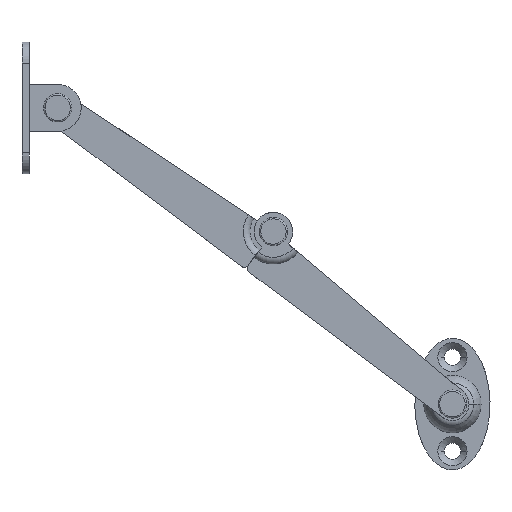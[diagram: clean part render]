
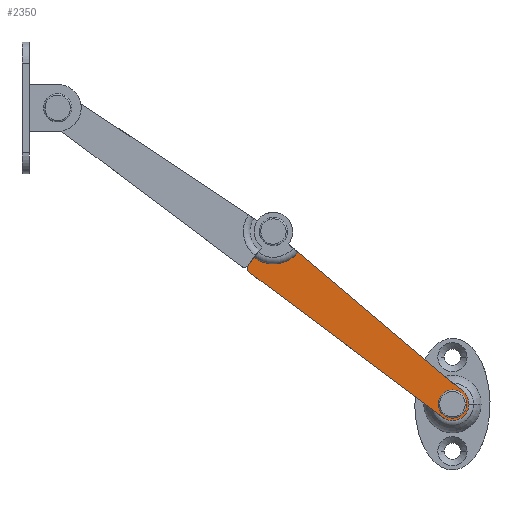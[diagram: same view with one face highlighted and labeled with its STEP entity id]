
A CAD part, top view. The second image highlights one B-rep face of the part: STEP entity #2350.
In plain terms, the highlighted face is planar.
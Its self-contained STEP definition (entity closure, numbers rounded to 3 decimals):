
#534 = DIRECTION ( 'NONE',  ( -0.998, 0., -0.057 ) ) ;
#535 = VECTOR ( 'NONE', #534, 1000. ) ;
#536 = CARTESIAN_POINT ( 'NONE',  ( 6.869, 1.5, 0.392 ) ) ;
#537 = LINE ( 'NONE', #536, #535 ) ;
#548 = DIRECTION ( 'NONE',  ( 0., 0., 1. ) ) ;
#549 = DIRECTION ( 'NONE',  ( 0., 1., 0. ) ) ;
#550 = CARTESIAN_POINT ( 'NONE',  ( 6.891, 1.5, 0. ) ) ;
#551 = AXIS2_PLACEMENT_3D ( 'NONE', #550, #549, #548 ) ;
#552 = PLANE ( 'NONE',  #551 ) ;
#553 = FACE_OUTER_BOUND ( 'NONE', #2427, .T. ) ;
#558 = FACE_BOUND ( 'NONE', #2351, .T. ) ;
#613 = CARTESIAN_POINT ( 'NONE',  ( -52.5, 1.5, -10. ) ) ;
#639 = CARTESIAN_POINT ( 'NONE',  ( -52.5, 1.5, -6.5 ) ) ;
#645 = CARTESIAN_POINT ( 'NONE',  ( 0., 1.5, -6.891 ) ) ;
#652 = DIRECTION ( 'NONE',  ( 0., 0., -1. ) ) ;
#653 = DIRECTION ( 'NONE',  ( 0., -1., 0. ) ) ;
#654 = CARTESIAN_POINT ( 'NONE',  ( 0., 1.5, 0. ) ) ;
#655 = AXIS2_PLACEMENT_3D ( 'NONE', #654, #653, #652 ) ;
#656 = CIRCLE ( 'NONE', #655, 6.891 ) ;
#662 = CARTESIAN_POINT ( 'NONE',  ( -52.699, 1.5, -3.006 ) ) ;
#663 = DIRECTION ( 'NONE',  ( 0., 0., 1. ) ) ;
#664 = DIRECTION ( 'NONE',  ( 0., -1., 0. ) ) ;
#665 = CARTESIAN_POINT ( 'NONE',  ( -52.5, 1.5, -6.5 ) ) ;
#666 = AXIS2_PLACEMENT_3D ( 'NONE', #665, #664, #663 ) ;
#667 = CIRCLE ( 'NONE', #666, 3.5 ) ;
#669 = CARTESIAN_POINT ( 'NONE',  ( -6.88, 1.5, -0.392 ) ) ;
#675 = CARTESIAN_POINT ( 'NONE',  ( -1., 1.5, -10. ) ) ;
#676 = CARTESIAN_POINT ( 'NONE',  ( 0., 1.5, -9. ) ) ;
#677 = DIRECTION ( 'NONE',  ( 0., 0., 1. ) ) ;
#678 = VECTOR ( 'NONE', #677, 1000. ) ;
#679 = CARTESIAN_POINT ( 'NONE',  ( 0., 1.5, 0. ) ) ;
#680 = LINE ( 'NONE', #679, #678 ) ;
#681 = DIRECTION ( 'NONE',  ( 1., 0., 0. ) ) ;
#682 = VECTOR ( 'NONE', #681, 1000. ) ;
#683 = CARTESIAN_POINT ( 'NONE',  ( 6.891, 1.5, -10. ) ) ;
#684 = LINE ( 'NONE', #683, #682 ) ;
#685 = DIRECTION ( 'NONE',  ( 0., 0., 1. ) ) ;
#686 = DIRECTION ( 'NONE',  ( 0., -1., 0. ) ) ;
#687 = CARTESIAN_POINT ( 'NONE',  ( -1., 1.5, -9. ) ) ;
#688 = AXIS2_PLACEMENT_3D ( 'NONE', #687, #686, #685 ) ;
#689 = CIRCLE ( 'NONE', #688, 1. ) ;
#690 = DIRECTION ( 'NONE',  ( 0., 0., 1. ) ) ;
#691 = DIRECTION ( 'NONE',  ( 0., 1., 0. ) ) ;
#692 = AXIS2_PLACEMENT_3D ( 'NONE', #639, #691, #690 ) ;
#693 = CIRCLE ( 'NONE', #692, 1.55 ) ;
#1014 = CARTESIAN_POINT ( 'NONE',  ( -52.5, 1.5, -8.05 ) ) ;
#1015 = CARTESIAN_POINT ( 'NONE',  ( -52.5, 1.5, -4.95 ) ) ;
#1053 = DIRECTION ( 'NONE',  ( 0., 0., 1. ) ) ;
#1054 = DIRECTION ( 'NONE',  ( 0., 1., 0. ) ) ;
#1055 = AXIS2_PLACEMENT_3D ( 'NONE', #1060, #1054, #1053 ) ;
#1056 = CIRCLE ( 'NONE', #1055, 1.55 ) ;
#1060 = CARTESIAN_POINT ( 'NONE',  ( -52.5, 1.5, -6.5 ) ) ;
#2350 = ADVANCED_FACE ( 'NONE', ( #558, #553 ), #552, .T. ) ;
#2351 = EDGE_LOOP ( 'NONE', ( #2413, #2415 ) ) ;
#2356 = EDGE_CURVE ( 'NONE', #2429, #2399, #537, .T. ) ;
#2370 = ORIENTED_EDGE ( 'NONE', *, *, #2356, .F. ) ;
#2381 = ORIENTED_EDGE ( 'NONE', *, *, #2402, .T. ) ;
#2396 = VERTEX_POINT ( 'NONE', #613 ) ;
#2397 = ORIENTED_EDGE ( 'NONE', *, *, #2398, .F. ) ;
#2398 = EDGE_CURVE ( 'NONE', #2399, #2396, #667, .T. ) ;
#2399 = VERTEX_POINT ( 'NONE', #662 ) ;
#2402 = EDGE_CURVE ( 'NONE', #2429, #2404, #656, .T. ) ;
#2404 = VERTEX_POINT ( 'NONE', #645 ) ;
#2413 = ORIENTED_EDGE ( 'NONE', *, *, #2414, .F. ) ;
#2414 = EDGE_CURVE ( 'NONE', #3105, #3110, #693, .T. ) ;
#2415 = ORIENTED_EDGE ( 'NONE', *, *, #3127, .F. ) ;
#2417 = ORIENTED_EDGE ( 'NONE', *, *, #2418, .F. ) ;
#2418 = EDGE_CURVE ( 'NONE', #2424, #2423, #689, .T. ) ;
#2419 = ORIENTED_EDGE ( 'NONE', *, *, #2420, .F. ) ;
#2420 = EDGE_CURVE ( 'NONE', #2396, #2424, #684, .T. ) ;
#2421 = ORIENTED_EDGE ( 'NONE', *, *, #2422, .F. ) ;
#2422 = EDGE_CURVE ( 'NONE', #2423, #2404, #680, .T. ) ;
#2423 = VERTEX_POINT ( 'NONE', #676 ) ;
#2424 = VERTEX_POINT ( 'NONE', #675 ) ;
#2427 = EDGE_LOOP ( 'NONE', ( #2421, #2417, #2419, #2397, #2370, #2381 ) ) ;
#2429 = VERTEX_POINT ( 'NONE', #669 ) ;
#3105 = VERTEX_POINT ( 'NONE', #1015 ) ;
#3110 = VERTEX_POINT ( 'NONE', #1014 ) ;
#3127 = EDGE_CURVE ( 'NONE', #3110, #3105, #1056, .T. ) ;
